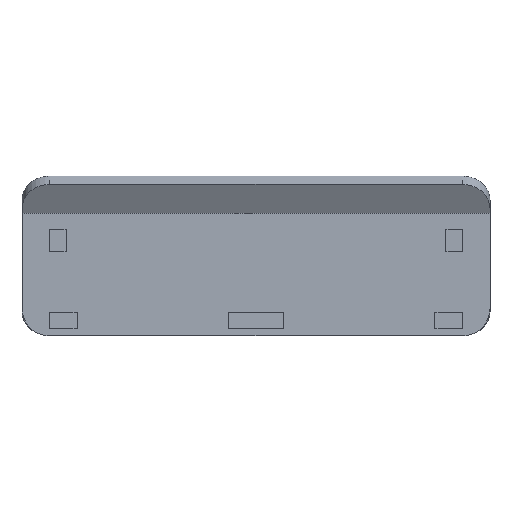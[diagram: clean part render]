
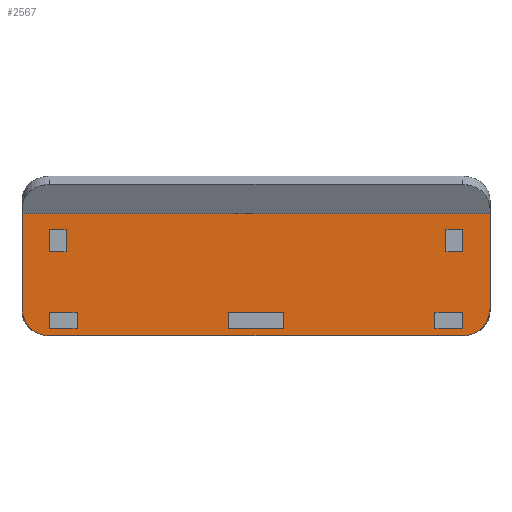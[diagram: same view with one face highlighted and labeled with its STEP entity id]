
A CAD part, front view. The second image highlights one B-rep face of the part: STEP entity #2567.
In plain terms, the highlighted planar face has unit normal (0, -1, 0).
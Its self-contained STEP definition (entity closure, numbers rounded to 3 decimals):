
#23=FACE_BOUND('',#350,.T.);
#24=FACE_BOUND('',#351,.T.);
#25=FACE_BOUND('',#352,.T.);
#26=FACE_BOUND('',#353,.T.);
#27=FACE_BOUND('',#354,.T.);
#63=CIRCLE('',#2736,5.);
#65=CIRCLE('',#2740,5.);
#209=FACE_OUTER_BOUND('',#349,.T.);
#349=EDGE_LOOP('',(#2265,#2266,#2267,#2268,#2269,#2270));
#350=EDGE_LOOP('',(#2271,#2272,#2273,#2274));
#351=EDGE_LOOP('',(#2275,#2276,#2277,#2278));
#352=EDGE_LOOP('',(#2279,#2280,#2281,#2282));
#353=EDGE_LOOP('',(#2283,#2284,#2285,#2286));
#354=EDGE_LOOP('',(#2287,#2288,#2289,#2290));
#617=LINE('',#3954,#947);
#621=LINE('',#3962,#951);
#624=LINE('',#3968,#954);
#627=LINE('',#3973,#957);
#629=LINE('',#3978,#959);
#633=LINE('',#3986,#963);
#636=LINE('',#3992,#966);
#639=LINE('',#3997,#969);
#641=LINE('',#4002,#971);
#645=LINE('',#4010,#975);
#648=LINE('',#4016,#978);
#651=LINE('',#4021,#981);
#653=LINE('',#4026,#983);
#657=LINE('',#4034,#987);
#660=LINE('',#4040,#990);
#663=LINE('',#4045,#993);
#665=LINE('',#4050,#995);
#669=LINE('',#4058,#999);
#672=LINE('',#4064,#1002);
#675=LINE('',#4069,#1005);
#677=LINE('',#4074,#1007);
#681=LINE('',#4082,#1011);
#684=LINE('',#4088,#1014);
#688=LINE('',#4100,#1018);
#947=VECTOR('',#3252,10.);
#951=VECTOR('',#3258,10.);
#954=VECTOR('',#3263,10.);
#957=VECTOR('',#3268,10.);
#959=VECTOR('',#3272,10.);
#963=VECTOR('',#3278,10.);
#966=VECTOR('',#3283,10.);
#969=VECTOR('',#3288,10.);
#971=VECTOR('',#3292,10.);
#975=VECTOR('',#3298,10.);
#978=VECTOR('',#3303,10.);
#981=VECTOR('',#3308,10.);
#983=VECTOR('',#3312,10.);
#987=VECTOR('',#3318,10.);
#990=VECTOR('',#3323,10.);
#993=VECTOR('',#3328,10.);
#995=VECTOR('',#3332,10.);
#999=VECTOR('',#3338,10.);
#1002=VECTOR('',#3343,10.);
#1005=VECTOR('',#3348,10.);
#1007=VECTOR('',#3352,10.);
#1011=VECTOR('',#3358,10.);
#1014=VECTOR('',#3363,10.);
#1018=VECTOR('',#3375,10.);
#1203=VERTEX_POINT('',#3952);
#1204=VERTEX_POINT('',#3953);
#1207=VERTEX_POINT('',#3961);
#1209=VERTEX_POINT('',#3967);
#1211=VERTEX_POINT('',#3976);
#1212=VERTEX_POINT('',#3977);
#1215=VERTEX_POINT('',#3985);
#1217=VERTEX_POINT('',#3991);
#1219=VERTEX_POINT('',#4000);
#1220=VERTEX_POINT('',#4001);
#1223=VERTEX_POINT('',#4009);
#1225=VERTEX_POINT('',#4015);
#1227=VERTEX_POINT('',#4024);
#1228=VERTEX_POINT('',#4025);
#1231=VERTEX_POINT('',#4033);
#1233=VERTEX_POINT('',#4039);
#1235=VERTEX_POINT('',#4048);
#1236=VERTEX_POINT('',#4049);
#1239=VERTEX_POINT('',#4057);
#1241=VERTEX_POINT('',#4063);
#1243=VERTEX_POINT('',#4072);
#1244=VERTEX_POINT('',#4073);
#1247=VERTEX_POINT('',#4081);
#1249=VERTEX_POINT('',#4087);
#1251=VERTEX_POINT('',#4093);
#1253=VERTEX_POINT('',#4099);
#1531=EDGE_CURVE('',#1203,#1204,#617,.T.);
#1535=EDGE_CURVE('',#1204,#1207,#621,.T.);
#1538=EDGE_CURVE('',#1207,#1209,#624,.T.);
#1541=EDGE_CURVE('',#1209,#1203,#627,.T.);
#1543=EDGE_CURVE('',#1211,#1212,#629,.T.);
#1547=EDGE_CURVE('',#1212,#1215,#633,.T.);
#1550=EDGE_CURVE('',#1215,#1217,#636,.T.);
#1553=EDGE_CURVE('',#1217,#1211,#639,.T.);
#1555=EDGE_CURVE('',#1219,#1220,#641,.T.);
#1559=EDGE_CURVE('',#1220,#1223,#645,.T.);
#1562=EDGE_CURVE('',#1223,#1225,#648,.T.);
#1565=EDGE_CURVE('',#1225,#1219,#651,.T.);
#1567=EDGE_CURVE('',#1227,#1228,#653,.T.);
#1571=EDGE_CURVE('',#1228,#1231,#657,.T.);
#1574=EDGE_CURVE('',#1231,#1233,#660,.T.);
#1577=EDGE_CURVE('',#1233,#1227,#663,.T.);
#1579=EDGE_CURVE('',#1235,#1236,#665,.T.);
#1583=EDGE_CURVE('',#1236,#1239,#669,.T.);
#1586=EDGE_CURVE('',#1239,#1241,#672,.T.);
#1589=EDGE_CURVE('',#1241,#1235,#675,.T.);
#1591=EDGE_CURVE('',#1243,#1244,#677,.T.);
#1595=EDGE_CURVE('',#1247,#1243,#681,.T.);
#1598=EDGE_CURVE('',#1247,#1249,#684,.T.);
#1601=EDGE_CURVE('',#1249,#1251,#63,.T.);
#1604=EDGE_CURVE('',#1251,#1253,#688,.T.);
#1607=EDGE_CURVE('',#1253,#1244,#65,.T.);
#2265=ORIENTED_EDGE('',*,*,#1607,.T.);
#2266=ORIENTED_EDGE('',*,*,#1591,.F.);
#2267=ORIENTED_EDGE('',*,*,#1595,.F.);
#2268=ORIENTED_EDGE('',*,*,#1598,.T.);
#2269=ORIENTED_EDGE('',*,*,#1601,.T.);
#2270=ORIENTED_EDGE('',*,*,#1604,.T.);
#2271=ORIENTED_EDGE('',*,*,#1589,.T.);
#2272=ORIENTED_EDGE('',*,*,#1579,.T.);
#2273=ORIENTED_EDGE('',*,*,#1583,.T.);
#2274=ORIENTED_EDGE('',*,*,#1586,.T.);
#2275=ORIENTED_EDGE('',*,*,#1577,.T.);
#2276=ORIENTED_EDGE('',*,*,#1567,.T.);
#2277=ORIENTED_EDGE('',*,*,#1571,.T.);
#2278=ORIENTED_EDGE('',*,*,#1574,.T.);
#2279=ORIENTED_EDGE('',*,*,#1565,.T.);
#2280=ORIENTED_EDGE('',*,*,#1555,.T.);
#2281=ORIENTED_EDGE('',*,*,#1559,.T.);
#2282=ORIENTED_EDGE('',*,*,#1562,.T.);
#2283=ORIENTED_EDGE('',*,*,#1553,.T.);
#2284=ORIENTED_EDGE('',*,*,#1543,.T.);
#2285=ORIENTED_EDGE('',*,*,#1547,.T.);
#2286=ORIENTED_EDGE('',*,*,#1550,.T.);
#2287=ORIENTED_EDGE('',*,*,#1541,.T.);
#2288=ORIENTED_EDGE('',*,*,#1531,.T.);
#2289=ORIENTED_EDGE('',*,*,#1535,.T.);
#2290=ORIENTED_EDGE('',*,*,#1538,.T.);
#2435=PLANE('',#2742);
#2567=ADVANCED_FACE('',(#209,#23,#24,#25,#26,#27),#2435,.T.);
#2736=AXIS2_PLACEMENT_3D('',#4094,#3368,#3369);
#2740=AXIS2_PLACEMENT_3D('',#4105,#3380,#3381);
#2742=AXIS2_PLACEMENT_3D('',#4107,#3384,#3385);
#3252=DIRECTION('',(0.,0.,1.));
#3258=DIRECTION('',(1.,0.,0.));
#3263=DIRECTION('',(0.,0.,-1.));
#3268=DIRECTION('',(-1.,0.,0.));
#3272=DIRECTION('',(0.,0.,1.));
#3278=DIRECTION('',(1.,0.,0.));
#3283=DIRECTION('',(0.,0.,-1.));
#3288=DIRECTION('',(-1.,0.,0.));
#3292=DIRECTION('',(-1.,0.,0.));
#3298=DIRECTION('',(0.,0.,1.));
#3303=DIRECTION('',(1.,0.,0.));
#3308=DIRECTION('',(0.,0.,-1.));
#3312=DIRECTION('',(-1.,0.,0.));
#3318=DIRECTION('',(0.,0.,1.));
#3323=DIRECTION('',(1.,0.,0.));
#3328=DIRECTION('',(0.,0.,-1.));
#3332=DIRECTION('',(1.,0.,0.));
#3338=DIRECTION('',(0.,0.,-1.));
#3343=DIRECTION('',(-1.,0.,0.));
#3348=DIRECTION('',(0.,0.,1.));
#3352=DIRECTION('',(0.,0.,-1.));
#3358=DIRECTION('',(1.,0.,0.));
#3363=DIRECTION('',(0.,0.,-1.));
#3368=DIRECTION('center_axis',(0.,-1.,0.));
#3369=DIRECTION('ref_axis',(-1.,0.,0.));
#3375=DIRECTION('',(1.,0.,0.));
#3380=DIRECTION('center_axis',(0.,-1.,0.));
#3381=DIRECTION('ref_axis',(-1.,0.,0.));
#3384=DIRECTION('center_axis',(0.,-1.,0.));
#3385=DIRECTION('ref_axis',(0.,0.,-1.));
#3952=CARTESIAN_POINT('',(119.5,0.,-12.196));
#3953=CARTESIAN_POINT('',(119.5,0.,-8.196));
#3954=CARTESIAN_POINT('',(119.5,0.,-5.196));
#3961=CARTESIAN_POINT('',(122.5,0.,-8.196));
#3962=CARTESIAN_POINT('',(121.,0.,-8.196));
#3967=CARTESIAN_POINT('',(122.5,0.,-12.196));
#3968=CARTESIAN_POINT('',(122.5,0.,-6.696));
#3973=CARTESIAN_POINT('',(119.5,0.,-12.196));
#3976=CARTESIAN_POINT('',(47.5,0.,-12.196));
#3977=CARTESIAN_POINT('',(47.5,0.,-8.196));
#3978=CARTESIAN_POINT('',(47.5,0.,-5.196));
#3985=CARTESIAN_POINT('',(50.5,0.,-8.196));
#3986=CARTESIAN_POINT('',(85.,0.,-8.196));
#3991=CARTESIAN_POINT('',(50.5,0.,-12.196));
#3992=CARTESIAN_POINT('',(50.5,0.,-6.696));
#3997=CARTESIAN_POINT('',(83.5,0.,-12.196));
#4000=CARTESIAN_POINT('',(90.,0.,-26.182));
#4001=CARTESIAN_POINT('',(80.,0.,-26.182));
#4002=CARTESIAN_POINT('',(99.75,0.,-26.182));
#4009=CARTESIAN_POINT('',(80.,0.,-23.182));
#4010=CARTESIAN_POINT('',(80.,0.,-14.189));
#4015=CARTESIAN_POINT('',(90.,0.,-23.182));
#4016=CARTESIAN_POINT('',(104.75,0.,-23.182));
#4021=CARTESIAN_POINT('',(90.,0.,-15.689));
#4024=CARTESIAN_POINT('',(122.5,0.,-26.182));
#4025=CARTESIAN_POINT('',(117.5,0.,-26.182));
#4026=CARTESIAN_POINT('',(99.75,0.,-26.182));
#4033=CARTESIAN_POINT('',(117.5,0.,-23.182));
#4034=CARTESIAN_POINT('',(117.5,0.,-14.189));
#4039=CARTESIAN_POINT('',(122.5,0.,-23.182));
#4040=CARTESIAN_POINT('',(104.75,0.,-23.182));
#4045=CARTESIAN_POINT('',(122.5,0.,-14.939));
#4048=CARTESIAN_POINT('',(47.5,0.,-23.182));
#4049=CARTESIAN_POINT('',(52.5,0.,-23.182));
#4050=CARTESIAN_POINT('',(104.75,0.,-23.182));
#4057=CARTESIAN_POINT('',(52.5,0.,-26.182));
#4058=CARTESIAN_POINT('',(52.5,0.,-15.689));
#4063=CARTESIAN_POINT('',(47.5,0.,-26.182));
#4064=CARTESIAN_POINT('',(99.75,0.,-26.182));
#4069=CARTESIAN_POINT('',(47.5,0.,-14.939));
#4072=CARTESIAN_POINT('',(127.5,0.,-5.196));
#4073=CARTESIAN_POINT('',(127.5,0.,-22.5));
#4074=CARTESIAN_POINT('',(127.5,0.,-21.5));
#4081=CARTESIAN_POINT('',(42.5,0.,-5.196));
#4082=CARTESIAN_POINT('',(119.5,0.,-5.196));
#4087=CARTESIAN_POINT('',(42.5,0.,-22.5));
#4088=CARTESIAN_POINT('',(42.5,0.,-21.5));
#4093=CARTESIAN_POINT('',(47.5,0.,-27.5));
#4094=CARTESIAN_POINT('Origin',(47.5,0.,-22.5));
#4099=CARTESIAN_POINT('',(122.5,0.,-27.5));
#4100=CARTESIAN_POINT('',(42.5,0.,-27.5));
#4105=CARTESIAN_POINT('Origin',(122.5,0.,-22.5));
#4107=CARTESIAN_POINT('Origin',(119.5,0.,-5.196));
